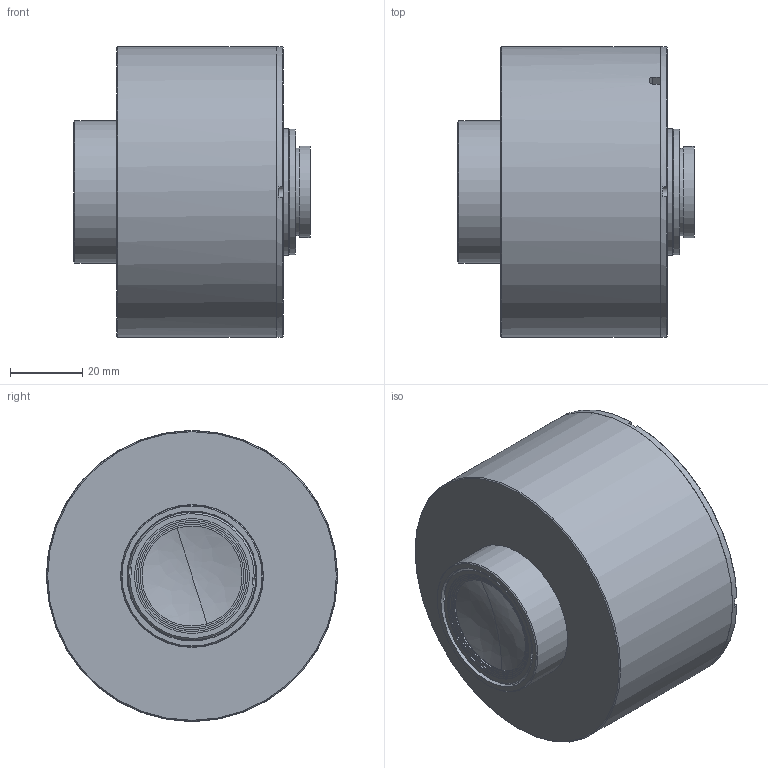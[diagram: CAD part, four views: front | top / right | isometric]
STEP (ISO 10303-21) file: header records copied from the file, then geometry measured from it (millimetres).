
FILE_DESCRIPTION (( 'STEP AP203' ), '1' );
FILE_NAME ('600122.STEP', '2025-02-08T06:17:15', ( 'Windows User' ), ( 'P R C' ), 'SwSTEP 2.0', 'SolidWorks 2020', '' );
FILE_SCHEMA (( 'CONFIG_CONTROL_DESIGN' ));
Length unit declared in the file: millimetre
Products named in the file (1): 600122
Bounding box: 65.53 x 80.6 x 80.6 mm (x, y, z)
Volume: 69227.7 mm3; surface area: 87172.3 mm2
Topology: 65 solids, 65 shells, 1451 faces, 3665 edges, 2447 vertices
Faces by surface type: cylinder 693, plane 660, cone 50, bspline 24, torus 16, sphere 8
Full cylindrical faces by diameter (mm): 1 x10, 1.1 x14, 1.2 x1, 1.25 x22, 1.3 x7, 1.4 x8, 1.6 x27, 1.7 x18, 1.8 x4, 1.9 x13, 2 x8, 2.1 x4, 2.2 x3, 2.5 x18, 2.7 x11, 2.8 x15, 3 x4, 3.2 x3, 4 x5, 5 x2, 10 x2, 18.6 x1, 19.6 x2, 19.9 x1, 20.7 x1, 20.9 x1, 21.7 x1, 22.5 x2, 24.3 x1, 25.4 x1
Entity records: 48071 total; most frequent: CARTESIAN_POINT 13757, DIRECTION 7328, ORIENTED_EDGE 6480, EDGE_CURVE 3240, AXIS2_PLACEMENT_3D 2854, VERTEX_POINT 2339, EDGE_LOOP 2067, FACE_OUTER_BOUND 1716
